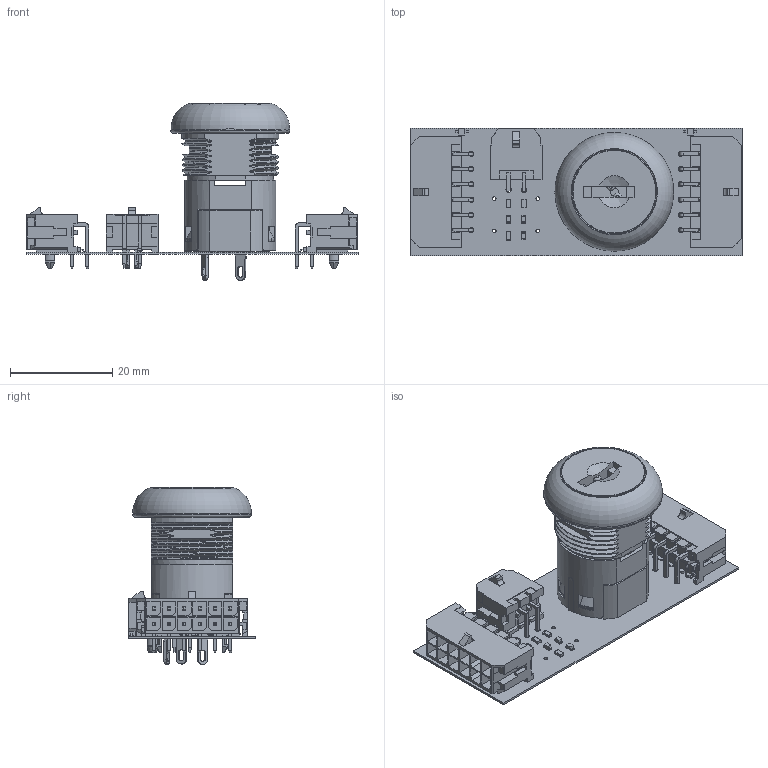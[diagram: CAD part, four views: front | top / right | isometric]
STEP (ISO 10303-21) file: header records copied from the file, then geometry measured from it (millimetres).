
FILE_DESCRIPTION(('Open CASCADE Model'),'2;1');
FILE_NAME('Open CASCADE Shape Model','2020-01-25T15:21:53',('Author'),( 'Open CASCADE'),'Open CASCADE STEP processor 6.8','Open CASCADE 6.8' ,'Unknown');
FILE_SCHEMA(('AUTOMOTIVE_DESIGN { 1 0 10303 214 1 1 1 1 }'));
Length unit declared in the file: millimetre
Products named in the file (29): PCB; Board; Open CASCADE STEP translator 6.8 1.1.1; SW1; battery_key; 1; J3; 430450400; Open CASCADE STEP translator 6.8 1.3.1.1; Open CASCADE STEP translator 6.8 1.3.1.2; J2; 10132449-12xxxlf; D4; cdsod323-t12C; R3; 6526235520; Mid_Body; Terminal; Open_CASCADE_STEP_translator_6.8_23.2.1; Mark; R1; R2; J1; D5; LTST-C190KRKT--3DModel-STEP-56544; D1; D3; D2
Assembly tree (35 placements, depth 5):
  PCB
    Board
      Open CASCADE STEP translator 6.8 1.1.1
    SW1
      battery_key
        1
        1
    J3
      430450400
        Open CASCADE STEP translator 6.8 1.3.1.1
        Open CASCADE STEP translator 6.8 1.3.1.2
    J2
      10132449-12xxxlf
    D4
      cdsod323-t12C
    R3
      6526235520
        Mid_Body
        Terminal  x2
          Open_CASCADE_STEP_translator_6.8_23.2.1
        Mark
    R1
      6526235520
        Mid_Body
        Terminal  x2
          Open_CASCADE_STEP_translator_6.8_23.2.1
        Mark
    R2
      6526235520
        Mid_Body
        Terminal  x2
          Open_CASCADE_STEP_translator_6.8_23.2.1
        Mark
    J1
      10132449-12xxxlf
    D5
      LTST-C190KRKT--3DModel-STEP-56544
    D1
      LTST-C190KRKT--3DModel-STEP-56544
    D3
      cdsod323-t12C
    D2
      LTST-C190KRKT--3DModel-STEP-56544
Bounding box: 65 x 25 x 34.67 mm (x, y, z)
Volume: 6587.8 mm3; surface area: 13819.9 mm2
Topology: 29 solids, 29 shells, 2826 faces, 7665 edges, 4993 vertices
Faces by surface type: plane 2472, cylinder 252, bspline 65, cone 23, torus 14
Full cylindrical faces by diameter (mm): 0.7 x4, 1.02 x28, 1.575 x1, 2.286 x3, 3 x5, 13.97 x2, 14.451 x3, 16.256 x1, 23.241 x1
Entity records: 60889 total; most frequent: CARTESIAN_POINT 14157, ORIENTED_EDGE 10044, DIRECTION 8661, EDGE_CURVE 5022, LINE 4303, VECTOR 4303, VERTEX_POINT 3263, AXIS2_PLACEMENT_3D 2179
